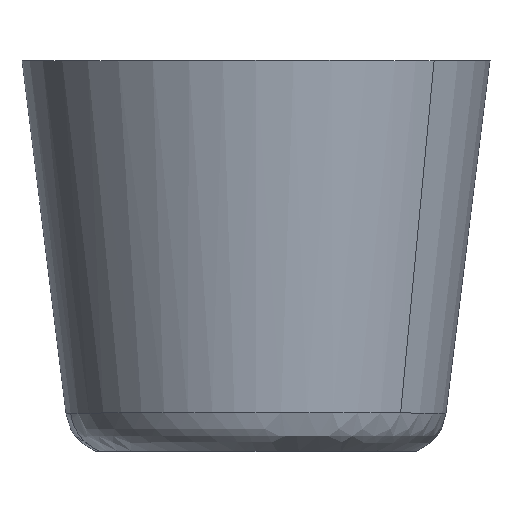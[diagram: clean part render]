
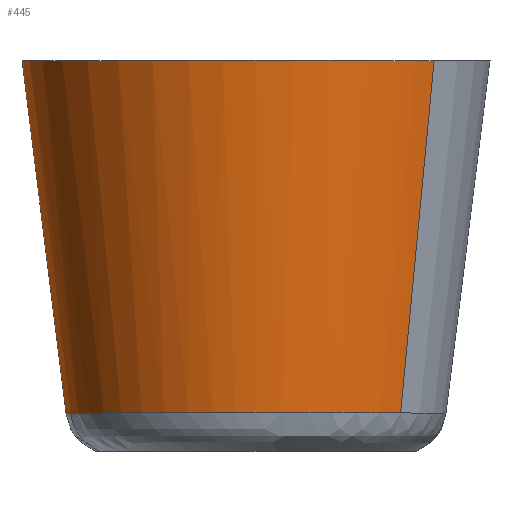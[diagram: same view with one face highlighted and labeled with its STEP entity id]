
A CAD part, top view. The second image highlights one B-rep face of the part: STEP entity #445.
In plain terms, the highlighted free-form (B-spline) face has degree [2, 1] with [5, 2] control points.
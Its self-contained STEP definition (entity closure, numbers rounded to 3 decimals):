
#252=CARTESIAN_POINT('',(3.705,-7.524,3.164));
#253=VERTEX_POINT('',#252);
#286=CARTESIAN_POINT('',(-3.705,-7.524,-3.164));
#287=VERTEX_POINT('',#286);
#301=CARTESIAN_POINT('',(-4.562,1.5,-3.897));
#302=VERTEX_POINT('',#301);
#303=CARTESIAN_POINT('',(-3.705,-7.524,-3.164));
#304=CARTESIAN_POINT('',(-4.562,1.5,-3.897));
#305=QUASI_UNIFORM_CURVE('',1,(#303,#304),.UNSPECIFIED.,.F.,.U.);
#306=EDGE_CURVE('',#287,#302,#305,.T.);
#323=CARTESIAN_POINT('',(4.562,1.5,3.897));
#324=VERTEX_POINT('',#323);
#340=CARTESIAN_POINT('',(3.705,-7.524,3.164));
#341=CARTESIAN_POINT('',(4.562,1.5,3.897));
#342=QUASI_UNIFORM_CURVE('',1,(#340,#341),.UNSPECIFIED.,.F.,.U.);
#343=EDGE_CURVE('',#253,#324,#342,.T.);
#348=CARTESIAN_POINT('',(-3.683,-7.75,-3.146));
#349=CARTESIAN_POINT('',(-6.829,-7.75,0.537));
#350=CARTESIAN_POINT('',(-3.146,-7.75,3.683));
#351=CARTESIAN_POINT('',(0.537,-7.75,6.829));
#352=CARTESIAN_POINT('',(3.683,-7.75,3.146));
#353=CARTESIAN_POINT('',(-4.584,1.731,-3.915));
#354=CARTESIAN_POINT('',(-8.5,1.731,0.669));
#355=CARTESIAN_POINT('',(-3.915,1.731,4.584));
#356=CARTESIAN_POINT('',(0.669,1.731,8.5));
#357=CARTESIAN_POINT('',(4.584,1.731,3.915));
#365=(BOUNDED_SURFACE()B_SPLINE_SURFACE(2,1,((#348,#353),(#349,#354),(#350,#355),(#351,#356),(#352,#357)),.UNSPECIFIED.,.F.,.F.,.U.)B_SPLINE_SURFACE_WITH_KNOTS((3,2,3),(2,2),(0.0,9.989,19.978),(0.0,9.555),.UNSPECIFIED.)GEOMETRIC_REPRESENTATION_ITEM()RATIONAL_B_SPLINE_SURFACE(((1.0,1.0),(0.707,0.707),(1.0,1.0),(0.707,0.707),(1.0,1.0)))REPRESENTATION_ITEM('')SURFACE());
#366=CARTESIAN_POINT('',(0.0,-7.524,4.872));
#367=VERTEX_POINT('',#366);
#368=CARTESIAN_POINT('',(0.0,-7.524,4.872));
#369=CARTESIAN_POINT('',(2.246,-7.524,4.872));
#370=CARTESIAN_POINT('',(3.705,-7.524,3.164));
#378=(BOUNDED_CURVE()B_SPLINE_CURVE(2,(#368,#369,#370),.UNSPECIFIED.,.F.,.U.)B_SPLINE_CURVE_WITH_KNOTS((3,3),(0.0,0.137),.UNSPECIFIED.)CURVE()GEOMETRIC_REPRESENTATION_ITEM()RATIONAL_B_SPLINE_CURVE((1.0,0.84,0.855))REPRESENTATION_ITEM(''));
#379=EDGE_CURVE('',#367,#253,#378,.T.);
#380=ORIENTED_EDGE('',*,*,#379,.T.);
#381=ORIENTED_EDGE('',*,*,#343,.T.);
#382=CARTESIAN_POINT('',(0.0,1.5,6.0));
#383=VERTEX_POINT('',#382);
#384=CARTESIAN_POINT('',(0.0,1.5,6.0));
#385=CARTESIAN_POINT('',(2.766,1.5,6.));
#386=CARTESIAN_POINT('',(4.562,1.5,3.897));
#394=(BOUNDED_CURVE()B_SPLINE_CURVE(2,(#384,#385,#386),.UNSPECIFIED.,.F.,.U.)B_SPLINE_CURVE_WITH_KNOTS((3,3),(0.0,0.137),.UNSPECIFIED.)CURVE()GEOMETRIC_REPRESENTATION_ITEM()RATIONAL_B_SPLINE_CURVE((1.0,0.84,0.855))REPRESENTATION_ITEM(''));
#395=EDGE_CURVE('',#383,#324,#394,.T.);
#396=ORIENTED_EDGE('',*,*,#395,.F.);
#397=CARTESIAN_POINT('',(-4.562,1.5,-3.897));
#398=CARTESIAN_POINT('',(-6.,1.5,-2.214));
#399=CARTESIAN_POINT('',(-6.0,1.5,0.0));
#400=CARTESIAN_POINT('',(-6.0,1.5,6.0));
#401=CARTESIAN_POINT('',(0.0,1.5,6.0));
#409=(BOUNDED_CURVE()B_SPLINE_CURVE(2,(#397,#398,#399,#400,#401),.UNSPECIFIED.,.F.,.U.)B_SPLINE_CURVE_WITH_KNOTS((3,2,3),(0.637,0.75,1.0),.UNSPECIFIED.)CURVE()GEOMETRIC_REPRESENTATION_ITEM()RATIONAL_B_SPLINE_CURVE((0.855,0.867,1.0,0.707,1.0))REPRESENTATION_ITEM(''));
#410=EDGE_CURVE('',#302,#383,#409,.T.);
#411=ORIENTED_EDGE('',*,*,#410,.F.);
#412=ORIENTED_EDGE('',*,*,#306,.F.);
#413=CARTESIAN_POINT('',(-4.748,-7.524,1.093));
#414=VERTEX_POINT('',#413);
#415=CARTESIAN_POINT('',(-3.705,-7.524,-3.164));
#416=CARTESIAN_POINT('',(-4.872,-7.524,-1.797));
#417=CARTESIAN_POINT('',(-4.872,-7.524,0.));
#418=CARTESIAN_POINT('',(-4.872,-7.524,0.553));
#419=CARTESIAN_POINT('',(-4.748,-7.524,1.093));
#427=(BOUNDED_CURVE()B_SPLINE_CURVE(2,(#415,#416,#417,#418,#419),.UNSPECIFIED.,.F.,.U.)B_SPLINE_CURVE_WITH_KNOTS((3,2,3),(0.637,0.75,0.788),.UNSPECIFIED.)CURVE()GEOMETRIC_REPRESENTATION_ITEM()RATIONAL_B_SPLINE_CURVE((0.855,0.867,1.0,0.955,0.924))REPRESENTATION_ITEM(''));
#428=EDGE_CURVE('',#287,#414,#427,.T.);
#429=ORIENTED_EDGE('',*,*,#428,.T.);
#430=CARTESIAN_POINT('',(-4.748,-7.524,1.093));
#431=CARTESIAN_POINT('',(-3.878,-7.524,4.872));
#432=CARTESIAN_POINT('',(0.0,-7.524,4.872));
#440=(BOUNDED_CURVE()B_SPLINE_CURVE(2,(#430,#431,#432),.UNSPECIFIED.,.F.,.U.)B_SPLINE_CURVE_WITH_KNOTS((3,3),(0.788,1.0),.UNSPECIFIED.)CURVE()GEOMETRIC_REPRESENTATION_ITEM()RATIONAL_B_SPLINE_CURVE((0.924,0.752,1.0))REPRESENTATION_ITEM(''));
#441=EDGE_CURVE('',#414,#367,#440,.T.);
#442=ORIENTED_EDGE('',*,*,#441,.T.);
#443=EDGE_LOOP('',(#380,#381,#396,#411,#412,#429,#442));
#444=FACE_OUTER_BOUND('',#443,.T.);
#445=ADVANCED_FACE('',(#444),#365,.T.);
